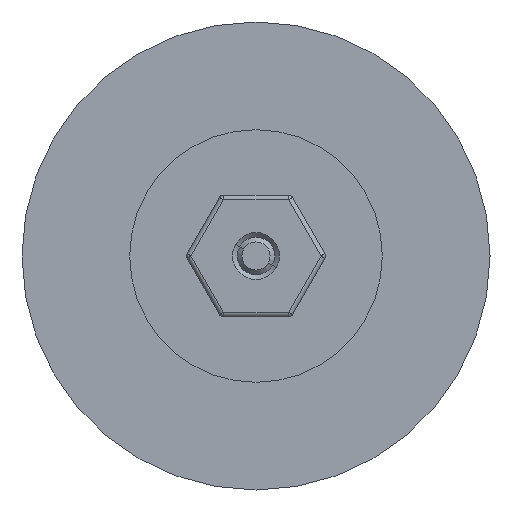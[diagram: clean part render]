
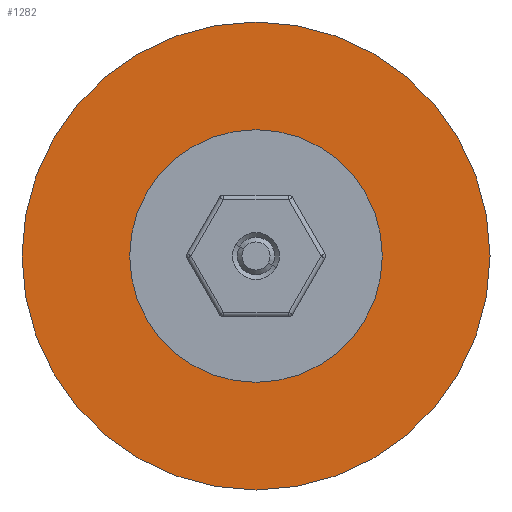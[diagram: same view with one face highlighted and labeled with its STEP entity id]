
A CAD part, front view. The second image highlights one B-rep face of the part: STEP entity #1282.
In plain terms, the highlighted planar face has unit normal (0, -1, 0).
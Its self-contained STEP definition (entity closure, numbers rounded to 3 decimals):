
#58 = AXIS2_PLACEMENT_3D ( 'NONE', #2999, #2369, #3657 ) ;
#82 = CARTESIAN_POINT ( 'NONE',  ( 0., 0.064, 13.5 ) ) ;
#103 = CARTESIAN_POINT ( 'NONE',  ( 0., 0.064, 0. ) ) ;
#248 = CIRCLE ( 'NONE', #313, 13.5 ) ;
#305 = ORIENTED_EDGE ( 'NONE', *, *, #2009, .T. ) ;
#313 = AXIS2_PLACEMENT_3D ( 'NONE', #103, #476, #1070 ) ;
#321 = ORIENTED_EDGE ( 'NONE', *, *, #1486, .T. ) ;
#322 = EDGE_CURVE ( 'NONE', #2796, #2468, #248, .T. ) ;
#476 = DIRECTION ( 'NONE',  ( 0., -1., 0. ) ) ;
#760 = ORIENTED_EDGE ( 'NONE', *, *, #1700, .F. ) ;
#882 = CARTESIAN_POINT ( 'NONE',  ( 0., 0.064, -13.5 ) ) ;
#997 = AXIS2_PLACEMENT_3D ( 'NONE', #2543, #2300, #3513 ) ;
#1070 = DIRECTION ( 'NONE',  ( 0., 0., -1. ) ) ;
#1205 = FACE_OUTER_BOUND ( 'NONE', #2405, .T. ) ;
#1282 = ADVANCED_FACE ( 'NONE', ( #1205, #3431 ), #3781, .T. ) ;
#1294 = DIRECTION ( 'NONE',  ( 0., 0., -1. ) ) ;
#1486 = EDGE_CURVE ( 'NONE', #3152, #1512, #3229, .T. ) ;
#1512 = VERTEX_POINT ( 'NONE', #3126 ) ;
#1535 = AXIS2_PLACEMENT_3D ( 'NONE', #2843, #3407, #3797 ) ;
#1615 = DIRECTION ( 'NONE',  ( 0., -1., 0. ) ) ;
#1700 = EDGE_CURVE ( 'NONE', #2468, #2796, #2032, .T. ) ;
#1855 = ORIENTED_EDGE ( 'NONE', *, *, #322, .F. ) ;
#1919 = CARTESIAN_POINT ( 'NONE',  ( 0., 0.064, -25. ) ) ;
#2009 = EDGE_CURVE ( 'NONE', #1512, #3152, #4099, .T. ) ;
#2032 = CIRCLE ( 'NONE', #997, 13.5 ) ;
#2237 = AXIS2_PLACEMENT_3D ( 'NONE', #4139, #1615, #1294 ) ;
#2300 = DIRECTION ( 'NONE',  ( 0., -1., 0. ) ) ;
#2340 = EDGE_LOOP ( 'NONE', ( #1855, #760 ) ) ;
#2369 = DIRECTION ( 'NONE',  ( 0., -1., 0. ) ) ;
#2405 = EDGE_LOOP ( 'NONE', ( #321, #305 ) ) ;
#2468 = VERTEX_POINT ( 'NONE', #82 ) ;
#2543 = CARTESIAN_POINT ( 'NONE',  ( 0., 0.064, 0. ) ) ;
#2796 = VERTEX_POINT ( 'NONE', #882 ) ;
#2843 = CARTESIAN_POINT ( 'NONE',  ( 13.5, 0.064, 0. ) ) ;
#2999 = CARTESIAN_POINT ( 'NONE',  ( 0., 0.064, 0. ) ) ;
#3126 = CARTESIAN_POINT ( 'NONE',  ( 0., 0.064, 25. ) ) ;
#3152 = VERTEX_POINT ( 'NONE', #1919 ) ;
#3229 = CIRCLE ( 'NONE', #58, 25. ) ;
#3407 = DIRECTION ( 'NONE',  ( 0., -1., 0. ) ) ;
#3431 = FACE_BOUND ( 'NONE', #2340, .T. ) ;
#3513 = DIRECTION ( 'NONE',  ( 0., 0., -1. ) ) ;
#3657 = DIRECTION ( 'NONE',  ( 0., 0., -1. ) ) ;
#3781 = PLANE ( 'NONE',  #1535 ) ;
#3797 = DIRECTION ( 'NONE',  ( 0., 0., -1. ) ) ;
#4099 = CIRCLE ( 'NONE', #2237, 25. ) ;
#4139 = CARTESIAN_POINT ( 'NONE',  ( 0., 0.064, 0. ) ) ;
